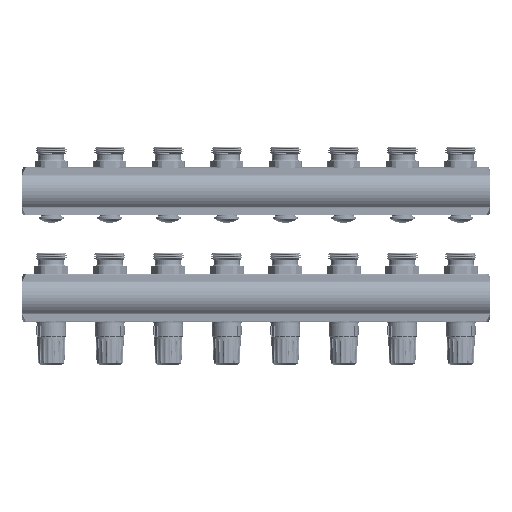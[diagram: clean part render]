
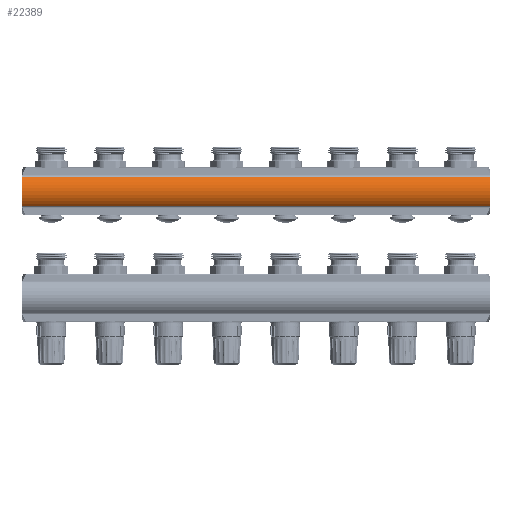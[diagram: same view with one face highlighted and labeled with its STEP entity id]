
A CAD part, front view. The second image highlights one B-rep face of the part: STEP entity #22389.
In plain terms, the highlighted cylindrical face has radius 18.25 mm (diameter 36.5 mm), a partial arc.
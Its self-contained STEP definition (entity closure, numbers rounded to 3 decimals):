
#11=CARTESIAN_POINT('',(-200.,0.,0.));
#12=DIRECTION('',(1.,0.,0.));
#13=DIRECTION('',(0.,-0.716,0.698));
#14=AXIS2_PLACEMENT_3D('',#11,#12,#13);
#16=CARTESIAN_POINT('',(-200.,0.,0.));
#17=DIRECTION('',(1.,0.,0.));
#18=DIRECTION('',(0.,-1.,0.));
#19=AXIS2_PLACEMENT_3D('',#16,#17,#18);
#145=DIRECTION('',(-1.,0.,0.));
#146=VECTOR('',#145,400.);
#147=CARTESIAN_POINT('',(200.,-13.068,12.739));
#148=LINE('',#147,#146);
#188=CARTESIAN_POINT('',(200.,0.,0.));
#189=DIRECTION('',(-1.,0.,0.));
#190=DIRECTION('',(0.,-0.716,-0.698));
#191=AXIS2_PLACEMENT_3D('',#188,#189,#190);
#193=CARTESIAN_POINT('',(200.,0.,0.));
#194=DIRECTION('',(-1.,0.,0.));
#195=DIRECTION('',(0.,-1.,0.));
#196=AXIS2_PLACEMENT_3D('',#193,#194,#195);
#9196=DIRECTION('',(-1.,0.,0.));
#9197=VECTOR('',#9196,400.);
#9198=CARTESIAN_POINT('',(200.,-13.068,-12.739));
#9199=LINE('',#9198,#9197);
#9204=CARTESIAN_POINT('',(-200.,-13.068,12.739));
#9205=VERTEX_POINT('',#9204);
#9206=CARTESIAN_POINT('',(-200.,-18.25,0.));
#9207=VERTEX_POINT('',#9206);
#9208=CARTESIAN_POINT('',(-200.,-13.068,-12.739));
#9209=VERTEX_POINT('',#9208);
#9244=CARTESIAN_POINT('',(200.,-13.068,12.739));
#9245=VERTEX_POINT('',#9244);
#9254=CARTESIAN_POINT('',(200.,-13.068,-12.739));
#9255=VERTEX_POINT('',#9254);
#9256=CARTESIAN_POINT('',(200.,-18.25,0.));
#9257=VERTEX_POINT('',#9256);
#22376=CARTESIAN_POINT('',(-200.,0.,0.));
#22377=DIRECTION('',(1.,0.,0.));
#22378=DIRECTION('',(0.,-1.,0.));
#22379=AXIS2_PLACEMENT_3D('',#22376,#22377,#22378);
#22380=CYLINDRICAL_SURFACE('',#22379,18.25);
#22381=ORIENTED_EDGE('',*,*,#10616,.T.);
#22382=ORIENTED_EDGE('',*,*,#10374,.F.);
#22383=ORIENTED_EDGE('',*,*,#10372,.F.);
#22384=ORIENTED_EDGE('',*,*,#10473,.F.);
#22385=ORIENTED_EDGE('',*,*,#10501,.F.);
#22386=ORIENTED_EDGE('',*,*,#10499,.F.);
#22387=EDGE_LOOP('',(#22381,#22382,#22383,#22384,#22385,#22386));
#22388=FACE_OUTER_BOUND('',#22387,.F.);
#22389=ADVANCED_FACE('',(#22388),#22380,.T.);
#15=CIRCLE('',#14,18.25);
#20=CIRCLE('',#19,18.25);
#192=CIRCLE('',#191,18.25);
#197=CIRCLE('',#196,18.25);
#10372=EDGE_CURVE('',#9205,#9207,#15,.T.);
#10374=EDGE_CURVE('',#9207,#9209,#20,.T.);
#10473=EDGE_CURVE('',#9245,#9205,#148,.T.);
#10499=EDGE_CURVE('',#9255,#9257,#192,.T.);
#10501=EDGE_CURVE('',#9257,#9245,#197,.T.);
#10616=EDGE_CURVE('',#9255,#9209,#9199,.T.);
